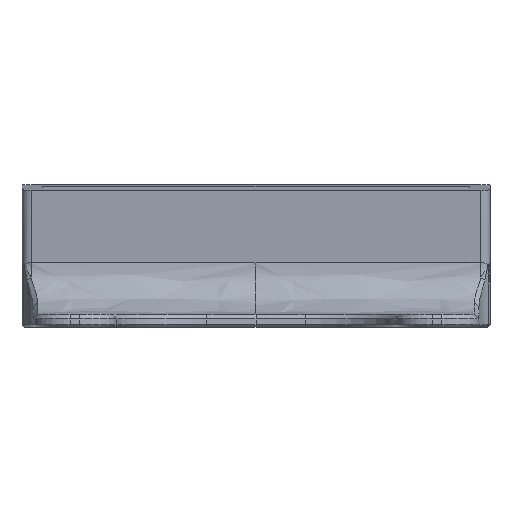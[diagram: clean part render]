
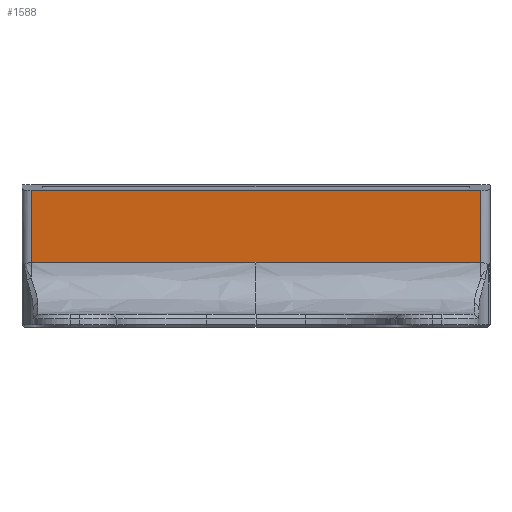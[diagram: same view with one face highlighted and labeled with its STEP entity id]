
A CAD part, left-side view. The second image highlights one B-rep face of the part: STEP entity #1588.
In plain terms, the highlighted planar face has unit normal (-0.996, 0, -0.087).
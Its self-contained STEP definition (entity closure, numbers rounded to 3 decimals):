
#802=CARTESIAN_POINT('',(-6.056,24.287,5.91));
#803=VERTEX_POINT('',#802);
#817=CARTESIAN_POINT('',(-6.738,24.287,13.701));
#818=VERTEX_POINT('',#817);
#819=CARTESIAN_POINT('',(-6.738,24.287,13.701));
#820=DIRECTION('',(0.087,-0.,-0.996));
#821=VECTOR('',#820,7.821);
#822=LINE('',#819,#821);
#823=EDGE_CURVE('',#818,#803,#822,.T.);
#1110=CARTESIAN_POINT('',(-6.738,-24.287,13.701));
#1111=VERTEX_POINT('',#1110);
#1112=CARTESIAN_POINT('',(-6.738,-24.287,13.701));
#1113=DIRECTION('',(-0.,1.,-0.));
#1114=VECTOR('',#1113,48.575);
#1115=LINE('',#1112,#1114);
#1116=EDGE_CURVE('',#1111,#818,#1115,.T.);
#1253=CARTESIAN_POINT('',(-6.056,0.,5.91));
#1254=VERTEX_POINT('',#1253);
#1271=CARTESIAN_POINT('',(-6.056,24.287,5.91));
#1272=DIRECTION('',(-0.,-1.,0.));
#1273=VECTOR('',#1272,24.287);
#1274=LINE('',#1271,#1273);
#1275=EDGE_CURVE('',#803,#1254,#1274,.T.);
#1564=CARTESIAN_POINT('',(-5.692,0.,1.746));
#1565=DIRECTION('',(-0.996,-0.,-0.087));
#1566=DIRECTION('',(-0.087,0.,0.996));
#1567=AXIS2_PLACEMENT_3D('',#1564,#1565,#1566);
#1568=PLANE('',#1567);
#1569=ORIENTED_EDGE('',*,*,#1275,.T.);
#1570=CARTESIAN_POINT('',(-6.056,-24.287,5.91));
#1571=VERTEX_POINT('',#1570);
#1572=CARTESIAN_POINT('',(-6.056,-24.287,5.91));
#1573=DIRECTION('',(0.,1.,-0.));
#1574=VECTOR('',#1573,24.287);
#1575=LINE('',#1572,#1574);
#1576=EDGE_CURVE('',#1571,#1254,#1575,.T.);
#1577=ORIENTED_EDGE('',*,*,#1576,.F.);
#1578=CARTESIAN_POINT('',(-6.738,-24.287,13.701));
#1579=DIRECTION('',(0.087,-0.,-0.996));
#1580=VECTOR('',#1579,7.821);
#1581=LINE('',#1578,#1580);
#1582=EDGE_CURVE('',#1111,#1571,#1581,.T.);
#1583=ORIENTED_EDGE('',*,*,#1582,.F.);
#1584=ORIENTED_EDGE('',*,*,#1116,.T.);
#1585=ORIENTED_EDGE('',*,*,#823,.T.);
#1586=EDGE_LOOP('',(#1569,#1577,#1583,#1584,#1585));
#1587=FACE_BOUND('',#1586,.T.);
#1588=ADVANCED_FACE('',(#1587),#1568,.T.);
